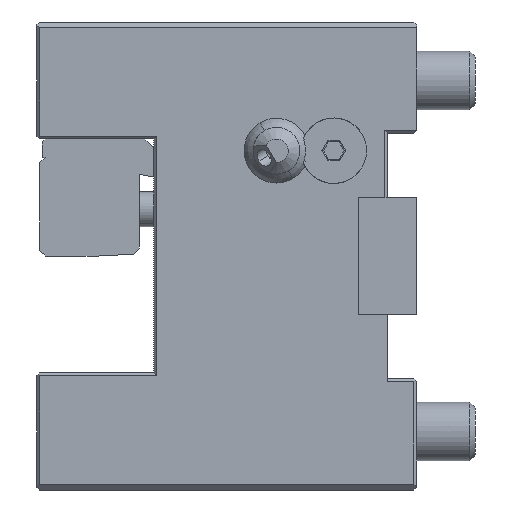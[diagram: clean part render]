
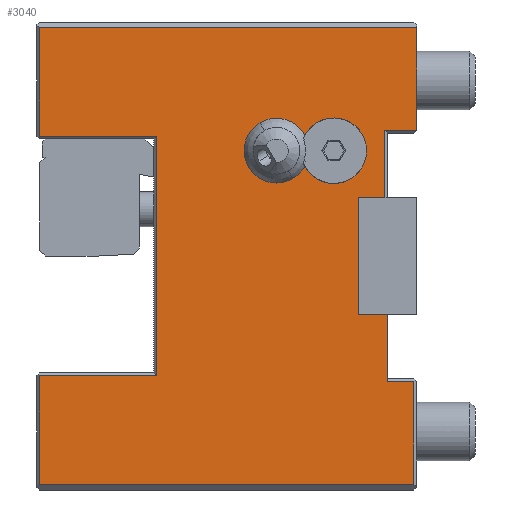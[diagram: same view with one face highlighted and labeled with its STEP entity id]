
A CAD part, left-side view. The second image highlights one B-rep face of the part: STEP entity #3040.
In plain terms, the highlighted planar face has unit normal (-1, 0, 0).
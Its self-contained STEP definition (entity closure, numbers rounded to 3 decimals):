
#13=DIRECTION('',(0.,0.,1.));
#14=VECTOR('',#13,17.5);
#15=CARTESIAN_POINT('',(-45.,-5.,21.5));
#16=LINE('',#15,#14);
#37=DIRECTION('',(0.,0.,-1.));
#38=VECTOR('',#37,17.5);
#39=CARTESIAN_POINT('',(-45.,-4.5,-21.5));
#40=LINE('',#39,#38);
#41=DIRECTION('',(0.,-1.,0.));
#42=VECTOR('',#41,64.);
#43=CARTESIAN_POINT('',(-45.,59.5,-39.));
#44=LINE('',#43,#42);
#45=DIRECTION('',(0.,0.,1.));
#46=VECTOR('',#45,18.5);
#47=CARTESIAN_POINT('',(-45.,59.5,-39.));
#48=LINE('',#47,#46);
#49=DIRECTION('',(0.,1.,0.));
#50=VECTOR('',#49,20.);
#51=CARTESIAN_POINT('',(-45.,39.5,-20.5));
#52=LINE('',#51,#50);
#53=DIRECTION('',(0.,0.,-1.));
#54=VECTOR('',#53,41.);
#55=CARTESIAN_POINT('',(-45.,39.5,20.5));
#56=LINE('',#55,#54);
#57=DIRECTION('',(0.,-1.,0.));
#58=VECTOR('',#57,20.);
#59=CARTESIAN_POINT('',(-45.,59.5,20.5));
#60=LINE('',#59,#58);
#61=DIRECTION('',(0.,0.,1.));
#62=VECTOR('',#61,18.5);
#63=CARTESIAN_POINT('',(-45.,59.5,20.5));
#64=LINE('',#63,#62);
#65=DIRECTION('',(0.,-1.,0.));
#66=VECTOR('',#65,64.5);
#67=CARTESIAN_POINT('',(-45.,59.5,39.));
#68=LINE('',#67,#66);
#69=DIRECTION('',(0.,-1.,0.));
#70=VECTOR('',#69,5.5);
#71=CARTESIAN_POINT('',(-45.,0.5,21.5));
#72=LINE('',#71,#70);
#73=DIRECTION('',(0.,0.,1.));
#74=VECTOR('',#73,11.5);
#75=CARTESIAN_POINT('',(-45.,0.5,10.));
#76=LINE('',#75,#74);
#77=DIRECTION('',(0.,1.,0.));
#78=VECTOR('',#77,4.5);
#79=CARTESIAN_POINT('',(-45.,0.5,10.));
#80=LINE('',#79,#78);
#81=DIRECTION('',(0.,0.,1.));
#82=VECTOR('',#81,20.);
#83=CARTESIAN_POINT('',(-45.,5.,-10.));
#84=LINE('',#83,#82);
#85=DIRECTION('',(0.,-1.,0.));
#86=VECTOR('',#85,5.);
#87=CARTESIAN_POINT('',(-45.,5.,-10.));
#88=LINE('',#87,#86);
#89=DIRECTION('',(0.,1.,0.));
#90=VECTOR('',#89,4.5);
#91=CARTESIAN_POINT('',(-45.,-4.5,-21.5));
#92=LINE('',#91,#90);
#93=CARTESIAN_POINT('',(-45.,19.,18.));
#94=DIRECTION('',(-1.,0.,0.));
#95=DIRECTION('',(0.,-0.964,0.265));
#96=AXIS2_PLACEMENT_3D('',#93,#94,#95);
#98=CARTESIAN_POINT('',(-45.,19.,18.));
#99=DIRECTION('',(-1.,0.,0.));
#100=DIRECTION('',(0.,0.508,0.861));
#101=AXIS2_PLACEMENT_3D('',#98,#99,#100);
#103=CARTESIAN_POINT('',(-45.,19.,18.));
#104=DIRECTION('',(-1.,0.,0.));
#105=DIRECTION('',(0.,-0.508,-0.861));
#106=AXIS2_PLACEMENT_3D('',#103,#104,#105);
#128=DIRECTION('',(0.,0.,1.));
#129=VECTOR('',#128,11.5);
#130=CARTESIAN_POINT('',(-45.,0.,-21.5));
#131=LINE('',#130,#129);
#1856=CARTESIAN_POINT('',(-45.,9.2,18.));
#1857=DIRECTION('',(1.,0.,0.));
#1858=DIRECTION('',(0.,0.95,0.312));
#1859=AXIS2_PLACEMENT_3D('',#1856,#1857,#1858);
#1885=CARTESIAN_POINT('',(-45.,13.666,16.535));
#1902=CARTESIAN_POINT('',(-45.,13.666,19.465));
#2327=CARTESIAN_POINT('',(-45.,5.,-10.));
#2328=CARTESIAN_POINT('',(-45.,0.,-10.));
#2329=VERTEX_POINT('',#2327);
#2330=VERTEX_POINT('',#2328);
#2331=CARTESIAN_POINT('',(-45.,5.,10.));
#2332=VERTEX_POINT('',#2331);
#2351=CARTESIAN_POINT('',(-45.,59.5,20.5));
#2352=CARTESIAN_POINT('',(-45.,39.5,20.5));
#2353=VERTEX_POINT('',#2351);
#2354=VERTEX_POINT('',#2352);
#2355=CARTESIAN_POINT('',(-45.,39.5,-20.5));
#2356=VERTEX_POINT('',#2355);
#2359=CARTESIAN_POINT('',(-45.,59.5,-20.5));
#2360=VERTEX_POINT('',#2359);
#2395=CARTESIAN_POINT('',(-45.,-4.5,-21.5));
#2396=CARTESIAN_POINT('',(-45.,-4.5,-39.));
#2397=VERTEX_POINT('',#2395);
#2398=VERTEX_POINT('',#2396);
#2403=CARTESIAN_POINT('',(-45.,59.5,39.));
#2405=VERTEX_POINT('',#2403);
#2411=CARTESIAN_POINT('',(-45.,-5.,39.));
#2412=VERTEX_POINT('',#2411);
#2417=CARTESIAN_POINT('',(-45.,59.5,-39.));
#2418=VERTEX_POINT('',#2417);
#2459=CARTESIAN_POINT('',(-45.,0.,-21.5));
#2461=VERTEX_POINT('',#2459);
#2470=CARTESIAN_POINT('',(-45.,-5.,21.5));
#2472=VERTEX_POINT('',#2470);
#2474=CARTESIAN_POINT('',(-45.,0.5,21.5));
#2476=VERTEX_POINT('',#2474);
#2576=CARTESIAN_POINT('',(-45.,0.5,10.));
#2578=VERTEX_POINT('',#2576);
#2816=CARTESIAN_POINT('',(-45.,21.813,22.763));
#2817=CARTESIAN_POINT('',(-45.,16.187,13.237));
#2818=VERTEX_POINT('',#2816);
#2819=VERTEX_POINT('',#2817);
#2866=VERTEX_POINT('',#1902);
#2867=VERTEX_POINT('',#1885);
#2994=CARTESIAN_POINT('',(-45.,-5.,-40.));
#2995=DIRECTION('',(-1.,0.,0.));
#2996=DIRECTION('',(0.,0.,1.));
#2997=AXIS2_PLACEMENT_3D('',#2994,#2995,#2996);
#2998=PLANE('',#2997);
#3000=ORIENTED_EDGE('',*,*,#2999,.T.);
#3002=ORIENTED_EDGE('',*,*,#3001,.F.);
#3004=ORIENTED_EDGE('',*,*,#3003,.T.);
#3006=ORIENTED_EDGE('',*,*,#3005,.F.);
#3008=ORIENTED_EDGE('',*,*,#3007,.F.);
#3010=ORIENTED_EDGE('',*,*,#3009,.F.);
#3011=ORIENTED_EDGE('',*,*,#2983,.T.);
#3012=ORIENTED_EDGE('',*,*,#2972,.T.);
#3013=ORIENTED_EDGE('',*,*,#2935,.F.);
#3015=ORIENTED_EDGE('',*,*,#3014,.F.);
#3017=ORIENTED_EDGE('',*,*,#3016,.F.);
#3019=ORIENTED_EDGE('',*,*,#3018,.T.);
#3021=ORIENTED_EDGE('',*,*,#3020,.F.);
#3023=ORIENTED_EDGE('',*,*,#3022,.T.);
#3025=ORIENTED_EDGE('',*,*,#3024,.F.);
#3027=ORIENTED_EDGE('',*,*,#3026,.F.);
#3028=EDGE_LOOP('',(#3000,#3002,#3004,#3006,#3008,#3010,#3011,#3012,#3013,#3015,
#3017,#3019,#3021,#3023,#3025,#3027));
#3029=FACE_OUTER_BOUND('',#3028,.F.);
#3031=ORIENTED_EDGE('',*,*,#3030,.F.);
#3033=ORIENTED_EDGE('',*,*,#3032,.T.);
#3035=ORIENTED_EDGE('',*,*,#3034,.T.);
#3037=ORIENTED_EDGE('',*,*,#3036,.T.);
#3038=EDGE_LOOP('',(#3031,#3033,#3035,#3037));
#3039=FACE_BOUND('',#3038,.F.);
#97=CIRCLE('',#96,5.531);
#102=CIRCLE('',#101,5.531);
#107=CIRCLE('',#106,5.531);
#1860=CIRCLE('',#1859,4.7);
#2935=EDGE_CURVE('',#2472,#2412,#16,.T.);
#2972=EDGE_CURVE('',#2405,#2412,#68,.T.);
#2983=EDGE_CURVE('',#2353,#2405,#64,.T.);
#2999=EDGE_CURVE('',#2397,#2398,#40,.T.);
#3001=EDGE_CURVE('',#2418,#2398,#44,.T.);
#3003=EDGE_CURVE('',#2418,#2360,#48,.T.);
#3005=EDGE_CURVE('',#2356,#2360,#52,.T.);
#3007=EDGE_CURVE('',#2354,#2356,#56,.T.);
#3009=EDGE_CURVE('',#2353,#2354,#60,.T.);
#3014=EDGE_CURVE('',#2476,#2472,#72,.T.);
#3016=EDGE_CURVE('',#2578,#2476,#76,.T.);
#3018=EDGE_CURVE('',#2578,#2332,#80,.T.);
#3020=EDGE_CURVE('',#2329,#2332,#84,.T.);
#3022=EDGE_CURVE('',#2329,#2330,#88,.T.);
#3024=EDGE_CURVE('',#2461,#2330,#131,.T.);
#3026=EDGE_CURVE('',#2397,#2461,#92,.T.);
#3030=EDGE_CURVE('',#2866,#2867,#1860,.T.);
#3032=EDGE_CURVE('',#2866,#2818,#97,.T.);
#3034=EDGE_CURVE('',#2818,#2819,#102,.T.);
#3036=EDGE_CURVE('',#2819,#2867,#107,.T.);
#3040=ADVANCED_FACE('',(#3029,#3039),#2998,.T.);
